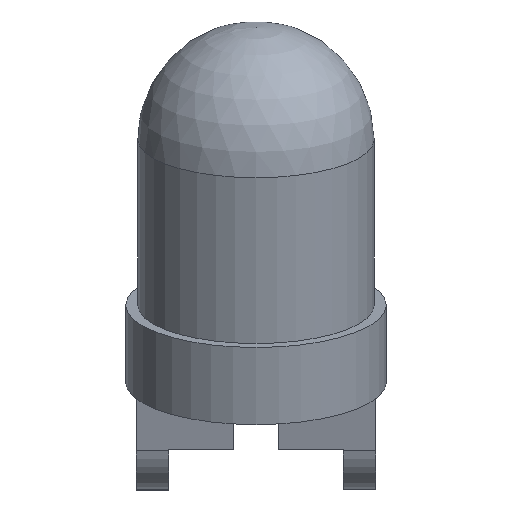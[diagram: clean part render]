
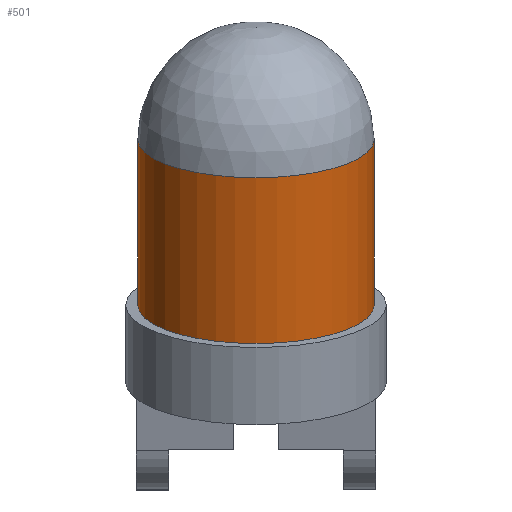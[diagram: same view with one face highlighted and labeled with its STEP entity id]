
A CAD part, top view. The second image highlights one B-rep face of the part: STEP entity #501.
In plain terms, the highlighted cylindrical face has radius 1.45 mm (diameter 2.9 mm), a full revolution.
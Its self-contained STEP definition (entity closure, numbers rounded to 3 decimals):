
#40=CIRCLE('',#552,1.45);
#42=CIRCLE('',#555,1.45);
#48=CYLINDRICAL_SURFACE('',#554,1.45);
#70=FACE_OUTER_BOUND('',#99,.T.);
#99=EDGE_LOOP('',(#426,#427,#428,#429));
#157=LINE('',#829,#211);
#211=VECTOR('',#684,1.5);
#256=VERTEX_POINT('',#822);
#258=VERTEX_POINT('',#827);
#320=EDGE_CURVE('',#256,#256,#40,.T.);
#322=EDGE_CURVE('',#258,#258,#42,.F.);
#323=EDGE_CURVE('',#258,#256,#157,.T.);
#426=ORIENTED_EDGE('',*,*,#322,.F.);
#427=ORIENTED_EDGE('',*,*,#323,.T.);
#428=ORIENTED_EDGE('',*,*,#320,.T.);
#429=ORIENTED_EDGE('',*,*,#323,.F.);
#501=ADVANCED_FACE('',(#70),#48,.T.);
#552=AXIS2_PLACEMENT_3D('',#823,#676,#677);
#554=AXIS2_PLACEMENT_3D('',#826,#680,#681);
#555=AXIS2_PLACEMENT_3D('',#828,#682,#683);
#676=DIRECTION('center_axis',(0.,-0.946,-0.326));
#677=DIRECTION('ref_axis',(1.,0.,0.));
#680=DIRECTION('center_axis',(0.,-0.946,-0.326));
#681=DIRECTION('ref_axis',(1.,0.,0.));
#682=DIRECTION('center_axis',(0.,0.946,0.326));
#683=DIRECTION('ref_axis',(1.,0.,0.));
#684=DIRECTION('',(0.,0.946,0.326));
#822=CARTESIAN_POINT('',(-0.18,4.093,1.766));
#823=CARTESIAN_POINT('Origin',(1.27,4.093,1.766));
#826=CARTESIAN_POINT('Origin',(1.27,4.093,1.766));
#827=CARTESIAN_POINT('',(-0.18,2.06,1.066));
#828=CARTESIAN_POINT('Origin',(1.27,2.06,1.066));
#829=CARTESIAN_POINT('',(-0.18,4.093,1.766));
